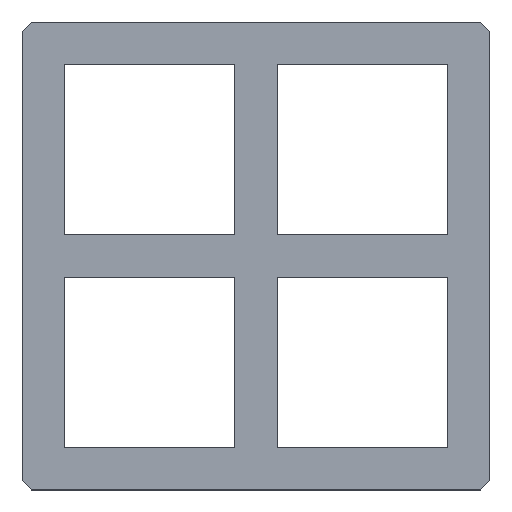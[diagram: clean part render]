
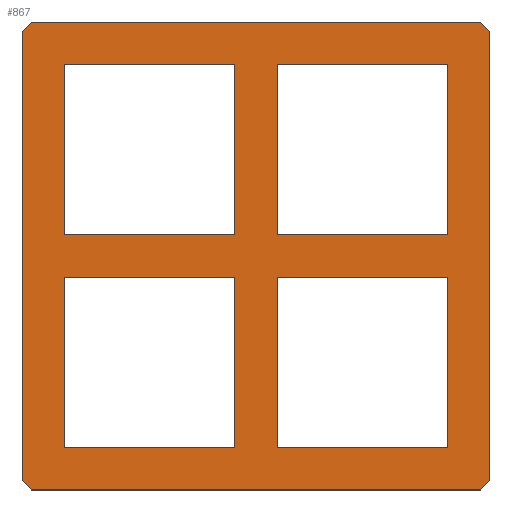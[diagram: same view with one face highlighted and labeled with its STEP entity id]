
A CAD part, top view. The second image highlights one B-rep face of the part: STEP entity #867.
In plain terms, the highlighted planar face has unit normal (0, 0, 1).
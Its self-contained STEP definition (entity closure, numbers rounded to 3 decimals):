
#49=CARTESIAN_POINT('',(41.,-4.5,0.5));
#50=VERTEX_POINT('',#49);
#51=CARTESIAN_POINT('',(41.,-41.,0.5));
#52=VERTEX_POINT('',#51);
#53=CARTESIAN_POINT('',(41.,-4.5,0.5));
#54=DIRECTION('',(0.0,-1.0,0.0));
#55=VECTOR('',#54,36.5);
#56=LINE('',#53,#55);
#57=EDGE_CURVE('',#50,#52,#56,.T.);
#89=CARTESIAN_POINT('',(4.5,-41.,0.5));
#90=VERTEX_POINT('',#89);
#91=CARTESIAN_POINT('',(41.,-41.,0.5));
#92=DIRECTION('',(-1.0,0.0,0.0));
#93=VECTOR('',#92,36.5);
#94=LINE('',#91,#93);
#95=EDGE_CURVE('',#52,#90,#94,.T.);
#120=CARTESIAN_POINT('',(4.5,-4.5,0.5));
#121=VERTEX_POINT('',#120);
#122=CARTESIAN_POINT('',(4.5,-41.,0.5));
#123=DIRECTION('',(0.0,1.0,0.0));
#124=VECTOR('',#123,36.5);
#125=LINE('',#122,#124);
#126=EDGE_CURVE('',#90,#121,#125,.T.);
#151=CARTESIAN_POINT('',(4.5,-4.5,0.5));
#152=DIRECTION('',(1.0,0.0,0.0));
#153=VECTOR('',#152,36.5);
#154=LINE('',#151,#153);
#155=EDGE_CURVE('',#121,#50,#154,.T.);
#173=CARTESIAN_POINT('',(-41.,-41.,0.5));
#174=VERTEX_POINT('',#173);
#175=CARTESIAN_POINT('',(-41.,-4.5,0.5));
#176=VERTEX_POINT('',#175);
#177=CARTESIAN_POINT('',(-41.,-41.,0.5));
#178=DIRECTION('',(0.0,1.0,0.0));
#179=VECTOR('',#178,36.5);
#180=LINE('',#177,#179);
#181=EDGE_CURVE('',#174,#176,#180,.T.);
#213=CARTESIAN_POINT('',(-4.5,-4.5,0.5));
#214=VERTEX_POINT('',#213);
#215=CARTESIAN_POINT('',(-41.,-4.5,0.5));
#216=DIRECTION('',(1.0,0.0,0.0));
#217=VECTOR('',#216,36.5);
#218=LINE('',#215,#217);
#219=EDGE_CURVE('',#176,#214,#218,.T.);
#244=CARTESIAN_POINT('',(-4.5,-41.,0.5));
#245=VERTEX_POINT('',#244);
#246=CARTESIAN_POINT('',(-4.5,-4.5,0.5));
#247=DIRECTION('',(0.0,-1.0,0.0));
#248=VECTOR('',#247,36.5);
#249=LINE('',#246,#248);
#250=EDGE_CURVE('',#214,#245,#249,.T.);
#275=CARTESIAN_POINT('',(-4.5,-41.,0.5));
#276=DIRECTION('',(-1.0,0.0,0.0));
#277=VECTOR('',#276,36.5);
#278=LINE('',#275,#277);
#279=EDGE_CURVE('',#245,#174,#278,.T.);
#297=CARTESIAN_POINT('',(41.,41.,0.5));
#298=VERTEX_POINT('',#297);
#299=CARTESIAN_POINT('',(41.,4.5,0.5));
#300=VERTEX_POINT('',#299);
#301=CARTESIAN_POINT('',(41.,41.,0.5));
#302=DIRECTION('',(0.0,-1.0,0.0));
#303=VECTOR('',#302,36.5);
#304=LINE('',#301,#303);
#305=EDGE_CURVE('',#298,#300,#304,.T.);
#337=CARTESIAN_POINT('',(4.5,4.5,0.5));
#338=VERTEX_POINT('',#337);
#339=CARTESIAN_POINT('',(41.,4.5,0.5));
#340=DIRECTION('',(-1.0,0.0,0.0));
#341=VECTOR('',#340,36.5);
#342=LINE('',#339,#341);
#343=EDGE_CURVE('',#300,#338,#342,.T.);
#368=CARTESIAN_POINT('',(4.5,41.,0.5));
#369=VERTEX_POINT('',#368);
#370=CARTESIAN_POINT('',(4.5,4.5,0.5));
#371=DIRECTION('',(0.0,1.0,0.0));
#372=VECTOR('',#371,36.5);
#373=LINE('',#370,#372);
#374=EDGE_CURVE('',#338,#369,#373,.T.);
#399=CARTESIAN_POINT('',(4.5,41.,0.5));
#400=DIRECTION('',(1.0,0.0,0.0));
#401=VECTOR('',#400,36.5);
#402=LINE('',#399,#401);
#403=EDGE_CURVE('',#369,#298,#402,.T.);
#421=CARTESIAN_POINT('',(-4.5,41.,0.5));
#422=VERTEX_POINT('',#421);
#423=CARTESIAN_POINT('',(-4.5,4.5,0.5));
#424=VERTEX_POINT('',#423);
#425=CARTESIAN_POINT('',(-4.5,41.,0.5));
#426=DIRECTION('',(0.0,-1.0,0.0));
#427=VECTOR('',#426,36.5);
#428=LINE('',#425,#427);
#429=EDGE_CURVE('',#422,#424,#428,.T.);
#461=CARTESIAN_POINT('',(-41.,4.5,0.5));
#462=VERTEX_POINT('',#461);
#463=CARTESIAN_POINT('',(-4.5,4.5,0.5));
#464=DIRECTION('',(-1.0,0.0,0.0));
#465=VECTOR('',#464,36.5);
#466=LINE('',#463,#465);
#467=EDGE_CURVE('',#424,#462,#466,.T.);
#492=CARTESIAN_POINT('',(-41.,41.,0.5));
#493=VERTEX_POINT('',#492);
#494=CARTESIAN_POINT('',(-41.,4.5,0.5));
#495=DIRECTION('',(0.0,1.0,0.0));
#496=VECTOR('',#495,36.5);
#497=LINE('',#494,#496);
#498=EDGE_CURVE('',#462,#493,#497,.T.);
#523=CARTESIAN_POINT('',(-41.,41.,0.5));
#524=DIRECTION('',(1.0,0.0,0.0));
#525=VECTOR('',#524,36.5);
#526=LINE('',#523,#525);
#527=EDGE_CURVE('',#493,#422,#526,.T.);
#641=CARTESIAN_POINT('',(48.,-50.,0.5));
#642=VERTEX_POINT('',#641);
#643=CARTESIAN_POINT('',(-48.,-50.,0.5));
#644=VERTEX_POINT('',#643);
#645=CARTESIAN_POINT('',(48.,-50.,0.5));
#646=DIRECTION('',(-1.0,0.0,0.0));
#647=VECTOR('',#646,96.0);
#648=LINE('',#645,#647);
#649=EDGE_CURVE('',#642,#644,#648,.T.);
#672=CARTESIAN_POINT('',(-50.,-48.,0.5));
#673=VERTEX_POINT('',#672);
#674=CARTESIAN_POINT('',(-48.,-50.,0.5));
#675=DIRECTION('',(-0.707,0.707,0.0));
#676=VECTOR('',#675,2.828);
#677=LINE('',#674,#676);
#678=EDGE_CURVE('',#644,#673,#677,.T.);
#696=CARTESIAN_POINT('',(-50.,48.,0.5));
#697=VERTEX_POINT('',#696);
#698=CARTESIAN_POINT('',(-50.,-48.,0.5));
#699=DIRECTION('',(0.0,1.0,0.0));
#700=VECTOR('',#699,96.);
#701=LINE('',#698,#700);
#702=EDGE_CURVE('',#673,#697,#701,.T.);
#720=CARTESIAN_POINT('',(-48.,50.,0.5));
#721=VERTEX_POINT('',#720);
#722=CARTESIAN_POINT('',(-50.,48.,0.5));
#723=DIRECTION('',(0.707,0.707,0.0));
#724=VECTOR('',#723,2.828);
#725=LINE('',#722,#724);
#726=EDGE_CURVE('',#697,#721,#725,.T.);
#744=CARTESIAN_POINT('',(48.,50.,0.5));
#745=VERTEX_POINT('',#744);
#746=CARTESIAN_POINT('',(-48.,50.,0.5));
#747=DIRECTION('',(1.0,0.0,0.0));
#748=VECTOR('',#747,96.0);
#749=LINE('',#746,#748);
#750=EDGE_CURVE('',#721,#745,#749,.T.);
#768=CARTESIAN_POINT('',(50.,48.,0.5));
#769=VERTEX_POINT('',#768);
#770=CARTESIAN_POINT('',(48.,50.,0.5));
#771=DIRECTION('',(0.707,-0.707,0.0));
#772=VECTOR('',#771,2.828);
#773=LINE('',#770,#772);
#774=EDGE_CURVE('',#745,#769,#773,.T.);
#792=CARTESIAN_POINT('',(50.,-48.,0.5));
#793=VERTEX_POINT('',#792);
#794=CARTESIAN_POINT('',(50.,48.,0.5));
#795=DIRECTION('',(0.0,-1.0,0.0));
#796=VECTOR('',#795,96.);
#797=LINE('',#794,#796);
#798=EDGE_CURVE('',#769,#793,#797,.T.);
#816=CARTESIAN_POINT('',(50.,-48.,0.5));
#817=DIRECTION('',(-0.707,-0.707,0.0));
#818=VECTOR('',#817,2.828);
#819=LINE('',#816,#818);
#820=EDGE_CURVE('',#793,#642,#819,.T.);
#828=CARTESIAN_POINT('',(0.,0.,0.5));
#829=DIRECTION('',(0.0,0.0,1.0));
#830=DIRECTION('',(1.0,0.0,0.0));
#831=AXIS2_PLACEMENT_3D('',#828,#829,#830);
#832=PLANE('',#831);
#833=ORIENTED_EDGE('',*,*,#649,.F.);
#834=ORIENTED_EDGE('',*,*,#820,.F.);
#835=ORIENTED_EDGE('',*,*,#798,.F.);
#836=ORIENTED_EDGE('',*,*,#774,.F.);
#837=ORIENTED_EDGE('',*,*,#750,.F.);
#838=ORIENTED_EDGE('',*,*,#726,.F.);
#839=ORIENTED_EDGE('',*,*,#702,.F.);
#840=ORIENTED_EDGE('',*,*,#678,.F.);
#841=EDGE_LOOP('',(#833,#834,#835,#836,#837,#838,#839,#840));
#842=FACE_OUTER_BOUND('',#841,.T.);
#843=ORIENTED_EDGE('',*,*,#57,.T.);
#844=ORIENTED_EDGE('',*,*,#95,.T.);
#845=ORIENTED_EDGE('',*,*,#126,.T.);
#846=ORIENTED_EDGE('',*,*,#155,.T.);
#847=EDGE_LOOP('',(#843,#844,#845,#846));
#848=FACE_BOUND('',#847,.T.);
#849=ORIENTED_EDGE('',*,*,#181,.T.);
#850=ORIENTED_EDGE('',*,*,#219,.T.);
#851=ORIENTED_EDGE('',*,*,#250,.T.);
#852=ORIENTED_EDGE('',*,*,#279,.T.);
#853=EDGE_LOOP('',(#849,#850,#851,#852));
#854=FACE_BOUND('',#853,.T.);
#855=ORIENTED_EDGE('',*,*,#305,.T.);
#856=ORIENTED_EDGE('',*,*,#343,.T.);
#857=ORIENTED_EDGE('',*,*,#374,.T.);
#858=ORIENTED_EDGE('',*,*,#403,.T.);
#859=EDGE_LOOP('',(#855,#856,#857,#858));
#860=FACE_BOUND('',#859,.T.);
#861=ORIENTED_EDGE('',*,*,#429,.T.);
#862=ORIENTED_EDGE('',*,*,#467,.T.);
#863=ORIENTED_EDGE('',*,*,#498,.T.);
#864=ORIENTED_EDGE('',*,*,#527,.T.);
#865=EDGE_LOOP('',(#861,#862,#863,#864));
#866=FACE_BOUND('',#865,.T.);
#867=ADVANCED_FACE('',(#842,#848,#854,#860,#866),#832,.T.);
